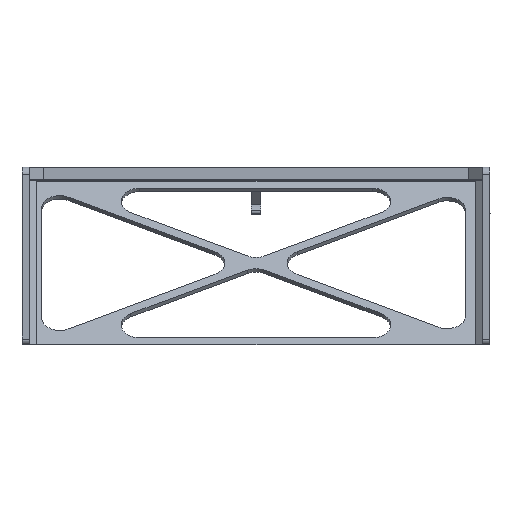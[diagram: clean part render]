
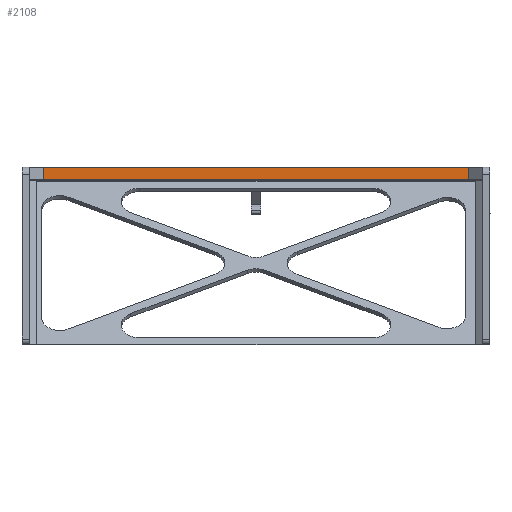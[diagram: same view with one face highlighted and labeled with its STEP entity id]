
A CAD part, top view. The second image highlights one B-rep face of the part: STEP entity #2108.
In plain terms, the highlighted planar face has unit normal (0, -0.003, 1).
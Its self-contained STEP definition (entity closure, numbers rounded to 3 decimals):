
#167=PLANE('',#2259);
#239=FACE_OUTER_BOUND('',#356,.T.);
#356=EDGE_LOOP('',(#1608,#1609,#1610,#1611,#1612,#1613));
#526=LINE('',#3535,#740);
#529=LINE('',#3541,#743);
#530=LINE('',#3543,#744);
#531=LINE('',#3545,#745);
#532=LINE('',#3547,#746);
#533=LINE('',#3548,#747);
#740=VECTOR('',#2563,10.);
#743=VECTOR('',#2568,10.);
#744=VECTOR('',#2569,10.);
#745=VECTOR('',#2570,10.);
#746=VECTOR('',#2571,10.);
#747=VECTOR('',#2572,10.);
#1016=VERTEX_POINT('',#3532);
#1017=VERTEX_POINT('',#3534);
#1019=VERTEX_POINT('',#3540);
#1020=VERTEX_POINT('',#3542);
#1021=VERTEX_POINT('',#3544);
#1022=VERTEX_POINT('',#3546);
#1247=EDGE_CURVE('',#1016,#1017,#526,.T.);
#1250=EDGE_CURVE('',#1016,#1019,#529,.T.);
#1251=EDGE_CURVE('',#1020,#1019,#530,.T.);
#1252=EDGE_CURVE('',#1020,#1021,#531,.T.);
#1253=EDGE_CURVE('',#1022,#1021,#532,.T.);
#1254=EDGE_CURVE('',#1017,#1022,#533,.T.);
#1608=ORIENTED_EDGE('',*,*,#1247,.F.);
#1609=ORIENTED_EDGE('',*,*,#1250,.T.);
#1610=ORIENTED_EDGE('',*,*,#1251,.F.);
#1611=ORIENTED_EDGE('',*,*,#1252,.T.);
#1612=ORIENTED_EDGE('',*,*,#1253,.F.);
#1613=ORIENTED_EDGE('',*,*,#1254,.F.);
#2108=ADVANCED_FACE('',(#239),#167,.T.);
#2259=AXIS2_PLACEMENT_3D('',#3539,#2566,#2567);
#2563=DIRECTION('',(0.,1.,0.003));
#2566=DIRECTION('center_axis',(0.,-0.003,1.));
#2567=DIRECTION('ref_axis',(0.,-1.,-0.003));
#2568=DIRECTION('',(1.,0.,0.));
#2569=DIRECTION('',(0.,-1.,-0.003));
#2570=DIRECTION('',(-1.,0.,0.));
#2571=DIRECTION('',(0.,-1.,-0.003));
#2572=DIRECTION('',(1.,0.,0.));
#3532=CARTESIAN_POINT('',(12.,73.438,-108.38));
#3534=CARTESIAN_POINT('',(12.,78.439,-108.367));
#3535=CARTESIAN_POINT('',(12.,77.37,-108.37));
#3539=CARTESIAN_POINT('Origin',(6.,78.439,-108.367));
#3540=CARTESIAN_POINT('',(192.,73.438,-108.38));
#3541=CARTESIAN_POINT('',(6.,73.438,-108.38));
#3542=CARTESIAN_POINT('',(192.,73.464,-108.38));
#3543=CARTESIAN_POINT('',(192.,78.439,-108.367));
#3544=CARTESIAN_POINT('',(186.,73.464,-108.38));
#3545=CARTESIAN_POINT('',(99.,73.464,-108.38));
#3546=CARTESIAN_POINT('',(186.,78.439,-108.367));
#3547=CARTESIAN_POINT('',(186.,75.598,-108.375));
#3548=CARTESIAN_POINT('',(6.,78.439,-108.367));
